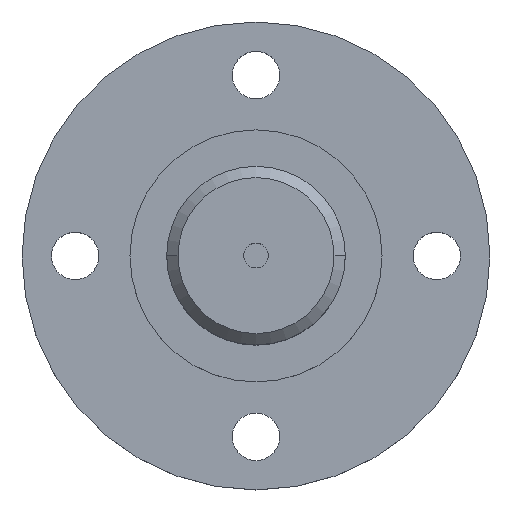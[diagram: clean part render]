
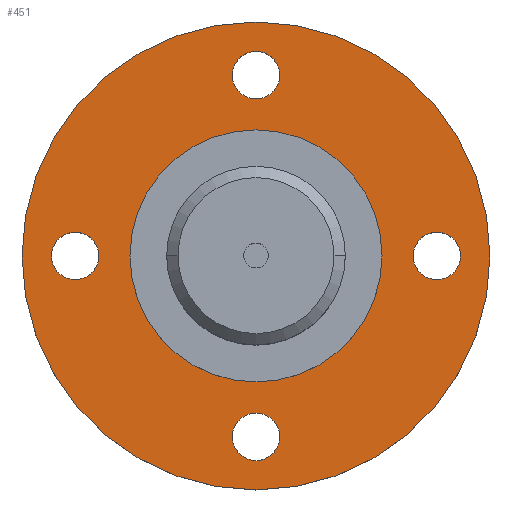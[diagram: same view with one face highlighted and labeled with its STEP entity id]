
A CAD part, top view. The second image highlights one B-rep face of the part: STEP entity #451.
In plain terms, the highlighted planar face has unit normal (0, 0, 1).
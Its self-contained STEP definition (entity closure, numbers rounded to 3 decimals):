
#2 = CARTESIAN_POINT ( 'NONE',  ( 2.1, 16., 45.1 ) ) ;
#11 = DIRECTION ( 'NONE',  ( 0., 0., 1. ) ) ;
#12 = EDGE_CURVE ( 'NONE', #878, #667, #1668, .T. ) ;
#24 = CARTESIAN_POINT ( 'NONE',  ( 2.1, -16., 45.1 ) ) ;
#30 = DIRECTION ( 'NONE',  ( 0., 0., 1. ) ) ;
#45 = CARTESIAN_POINT ( 'NONE',  ( 0., 0., 45.1 ) ) ;
#50 = CARTESIAN_POINT ( 'NONE',  ( -16., 0., 45.1 ) ) ;
#77 = DIRECTION ( 'NONE',  ( 1., 0., 0. ) ) ;
#80 = CIRCLE ( 'NONE', #1663, 2.1 ) ;
#84 = CARTESIAN_POINT ( 'NONE',  ( -11.15, 0., 45.1 ) ) ;
#91 = ORIENTED_EDGE ( 'NONE', *, *, #670, .F. ) ;
#92 = DIRECTION ( 'NONE',  ( 1., 0., 0. ) ) ;
#101 = FACE_BOUND ( 'NONE', #430, .T. ) ;
#114 = EDGE_CURVE ( 'NONE', #845, #787, #1193, .T. ) ;
#138 = EDGE_CURVE ( 'NONE', #1698, #178, #502, .T. ) ;
#150 = ORIENTED_EDGE ( 'NONE', *, *, #12, .T. ) ;
#168 = ORIENTED_EDGE ( 'NONE', *, *, #1339, .T. ) ;
#178 = VERTEX_POINT ( 'NONE', #447 ) ;
#183 = AXIS2_PLACEMENT_3D ( 'NONE', #819, #30, #950 ) ;
#184 = DIRECTION ( 'NONE',  ( 1., 0., 0. ) ) ;
#187 = DIRECTION ( 'NONE',  ( 1., 0., 0. ) ) ;
#228 = EDGE_CURVE ( 'NONE', #178, #1698, #80, .T. ) ;
#256 = CARTESIAN_POINT ( 'NONE',  ( 11.15, 0., 45.1 ) ) ;
#261 = DIRECTION ( 'NONE',  ( 0., 0., 1. ) ) ;
#266 = AXIS2_PLACEMENT_3D ( 'NONE', #1646, #867, #77 ) ;
#290 = CARTESIAN_POINT ( 'NONE',  ( 0., 0., 45.1 ) ) ;
#318 = DIRECTION ( 'NONE',  ( 0., 0., 1. ) ) ;
#339 = CARTESIAN_POINT ( 'NONE',  ( -16., 0., 45.1 ) ) ;
#381 = ORIENTED_EDGE ( 'NONE', *, *, #1691, .F. ) ;
#416 = AXIS2_PLACEMENT_3D ( 'NONE', #1661, #882, #92 ) ;
#430 = EDGE_LOOP ( 'NONE', ( #1620, #381 ) ) ;
#432 = CARTESIAN_POINT ( 'NONE',  ( 18.1, 0., 45.1 ) ) ;
#447 = CARTESIAN_POINT ( 'NONE',  ( -18.1, 0., 45.1 ) ) ;
#448 = CARTESIAN_POINT ( 'NONE',  ( 0., -16., 45.1 ) ) ;
#451 = ADVANCED_FACE ( 'NONE', ( #1442, #842, #1484, #101, #1101, #584 ), #1172, .T. ) ;
#464 = DIRECTION ( 'NONE',  ( 1., 0., 0. ) ) ;
#467 = CARTESIAN_POINT ( 'NONE',  ( -2.1, 16., 45.1 ) ) ;
#475 = VERTEX_POINT ( 'NONE', #2 ) ;
#477 = EDGE_LOOP ( 'NONE', ( #1082, #1317 ) ) ;
#478 = AXIS2_PLACEMENT_3D ( 'NONE', #1032, #261, #1164 ) ;
#502 = CIRCLE ( 'NONE', #1473, 2.1 ) ;
#512 = AXIS2_PLACEMENT_3D ( 'NONE', #45, #964, #184 ) ;
#532 = DIRECTION ( 'NONE',  ( 1., 0., 0. ) ) ;
#552 = DIRECTION ( 'NONE',  ( 1., 0., 0. ) ) ;
#568 = ORIENTED_EDGE ( 'NONE', *, *, #1021, .F. ) ;
#584 = FACE_BOUND ( 'NONE', #477, .T. ) ;
#589 = ORIENTED_EDGE ( 'NONE', *, *, #228, .F. ) ;
#594 = DIRECTION ( 'NONE',  ( 1., 0., 0. ) ) ;
#599 = AXIS2_PLACEMENT_3D ( 'NONE', #1528, #757, #1666 ) ;
#625 = CIRCLE ( 'NONE', #183, 2.1 ) ;
#635 = AXIS2_PLACEMENT_3D ( 'NONE', #650, #1308, #532 ) ;
#640 = EDGE_CURVE ( 'NONE', #787, #845, #839, .T. ) ;
#650 = CARTESIAN_POINT ( 'NONE',  ( 0., 0., 45.1 ) ) ;
#667 = VERTEX_POINT ( 'NONE', #709 ) ;
#670 = EDGE_CURVE ( 'NONE', #1010, #892, #761, .T. ) ;
#674 = CIRCLE ( 'NONE', #599, 20.7 ) ;
#687 = ORIENTED_EDGE ( 'NONE', *, *, #138, .F. ) ;
#709 = CARTESIAN_POINT ( 'NONE',  ( 20.7, 0., 45.1 ) ) ;
#724 = DIRECTION ( 'NONE',  ( 0., 0., 1. ) ) ;
#754 = VERTEX_POINT ( 'NONE', #467 ) ;
#757 = DIRECTION ( 'NONE',  ( 0., 0., 1. ) ) ;
#761 = CIRCLE ( 'NONE', #775, 2.1 ) ;
#775 = AXIS2_PLACEMENT_3D ( 'NONE', #448, #1358, #594 ) ;
#783 = CARTESIAN_POINT ( 'NONE',  ( -20.7, 0., 45.1 ) ) ;
#787 = VERTEX_POINT ( 'NONE', #84 ) ;
#816 = CIRCLE ( 'NONE', #478, 2.1 ) ;
#819 = CARTESIAN_POINT ( 'NONE',  ( 0., -16., 45.1 ) ) ;
#839 = CIRCLE ( 'NONE', #512, 11.15 ) ;
#842 = FACE_BOUND ( 'NONE', #945, .T. ) ;
#845 = VERTEX_POINT ( 'NONE', #256 ) ;
#859 = EDGE_CURVE ( 'NONE', #754, #475, #816, .T. ) ;
#867 = DIRECTION ( 'NONE',  ( 0., 0., 1. ) ) ;
#878 = VERTEX_POINT ( 'NONE', #783 ) ;
#882 = DIRECTION ( 'NONE',  ( 0., 0., 1. ) ) ;
#889 = AXIS2_PLACEMENT_3D ( 'NONE', #1495, #724, #1637 ) ;
#892 = VERTEX_POINT ( 'NONE', #1304 ) ;
#893 = EDGE_LOOP ( 'NONE', ( #91, #568 ) ) ;
#898 = CIRCLE ( 'NONE', #416, 2.1 ) ;
#923 = AXIS2_PLACEMENT_3D ( 'NONE', #290, #11, #552 ) ;
#945 = EDGE_LOOP ( 'NONE', ( #687, #589 ) ) ;
#950 = DIRECTION ( 'NONE',  ( 1., 0., 0. ) ) ;
#964 = DIRECTION ( 'NONE',  ( 0., 0., 1. ) ) ;
#966 = DIRECTION ( 'NONE',  ( 0., 0., 1. ) ) ;
#989 = CARTESIAN_POINT ( 'NONE',  ( -13.9, 0., 45.1 ) ) ;
#1010 = VERTEX_POINT ( 'NONE', #24 ) ;
#1019 = ORIENTED_EDGE ( 'NONE', *, *, #1313, .F. ) ;
#1021 = EDGE_CURVE ( 'NONE', #892, #1010, #625, .T. ) ;
#1032 = CARTESIAN_POINT ( 'NONE',  ( 0., 16., 45.1 ) ) ;
#1066 = EDGE_LOOP ( 'NONE', ( #150, #168 ) ) ;
#1082 = ORIENTED_EDGE ( 'NONE', *, *, #640, .F. ) ;
#1089 = CIRCLE ( 'NONE', #266, 2.1 ) ;
#1090 = CARTESIAN_POINT ( 'NONE',  ( 0., 0., 45.1 ) ) ;
#1092 = VERTEX_POINT ( 'NONE', #432 ) ;
#1101 = FACE_OUTER_BOUND ( 'NONE', #1066, .T. ) ;
#1164 = DIRECTION ( 'NONE',  ( 1., 0., 0. ) ) ;
#1172 = PLANE ( 'NONE',  #635 ) ;
#1187 = EDGE_CURVE ( 'NONE', #1092, #1466, #1404, .T. ) ;
#1193 = CIRCLE ( 'NONE', #1219, 11.15 ) ;
#1219 = AXIS2_PLACEMENT_3D ( 'NONE', #1090, #318, #1227 ) ;
#1227 = DIRECTION ( 'NONE',  ( 1., 0., 0. ) ) ;
#1250 = DIRECTION ( 'NONE',  ( 0., 0., 1. ) ) ;
#1265 = ORIENTED_EDGE ( 'NONE', *, *, #859, .F. ) ;
#1304 = CARTESIAN_POINT ( 'NONE',  ( -2.1, -16., 45.1 ) ) ;
#1308 = DIRECTION ( 'NONE',  ( 0., 0., 1. ) ) ;
#1313 = EDGE_CURVE ( 'NONE', #475, #754, #898, .T. ) ;
#1317 = ORIENTED_EDGE ( 'NONE', *, *, #114, .F. ) ;
#1339 = EDGE_CURVE ( 'NONE', #667, #878, #674, .T. ) ;
#1358 = DIRECTION ( 'NONE',  ( 0., 0., 1. ) ) ;
#1404 = CIRCLE ( 'NONE', #889, 2.1 ) ;
#1417 = CARTESIAN_POINT ( 'NONE',  ( 13.9, 0., 45.1 ) ) ;
#1442 = FACE_BOUND ( 'NONE', #1532, .T. ) ;
#1466 = VERTEX_POINT ( 'NONE', #1417 ) ;
#1473 = AXIS2_PLACEMENT_3D ( 'NONE', #50, #966, #187 ) ;
#1484 = FACE_BOUND ( 'NONE', #893, .T. ) ;
#1495 = CARTESIAN_POINT ( 'NONE',  ( 16., 0., 45.1 ) ) ;
#1528 = CARTESIAN_POINT ( 'NONE',  ( 0., 0., 45.1 ) ) ;
#1532 = EDGE_LOOP ( 'NONE', ( #1019, #1265 ) ) ;
#1620 = ORIENTED_EDGE ( 'NONE', *, *, #1187, .F. ) ;
#1637 = DIRECTION ( 'NONE',  ( 1., 0., 0. ) ) ;
#1646 = CARTESIAN_POINT ( 'NONE',  ( 16., 0., 45.1 ) ) ;
#1661 = CARTESIAN_POINT ( 'NONE',  ( 0., 16., 45.1 ) ) ;
#1663 = AXIS2_PLACEMENT_3D ( 'NONE', #339, #1250, #464 ) ;
#1666 = DIRECTION ( 'NONE',  ( 1., 0., 0. ) ) ;
#1668 = CIRCLE ( 'NONE', #923, 20.7 ) ;
#1691 = EDGE_CURVE ( 'NONE', #1466, #1092, #1089, .T. ) ;
#1698 = VERTEX_POINT ( 'NONE', #989 ) ;
